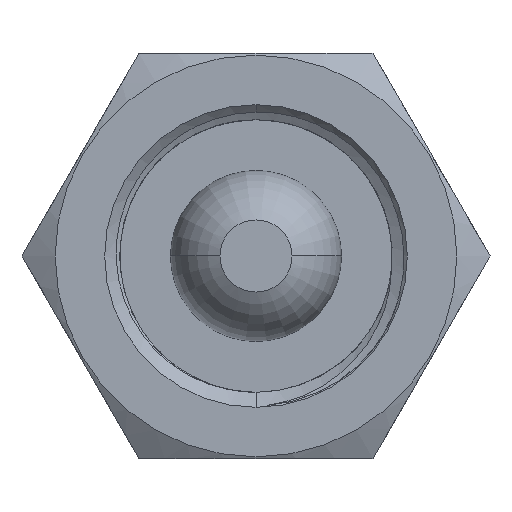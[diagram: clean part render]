
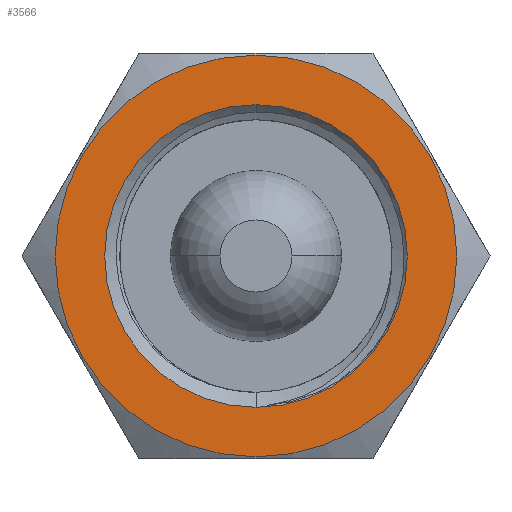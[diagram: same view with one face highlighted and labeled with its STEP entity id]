
A CAD part, front view. The second image highlights one B-rep face of the part: STEP entity #3566.
In plain terms, the highlighted face is planar.
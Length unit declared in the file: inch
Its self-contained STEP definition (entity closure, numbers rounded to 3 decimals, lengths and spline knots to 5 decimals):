
#72 = DIRECTION ( 'NONE',  ( 0., 0., -1. ) ) ;
#248 = DIRECTION ( 'NONE',  ( 0., 0., -1. ) ) ;
#417 = CARTESIAN_POINT ( 'NONE',  ( 0., 0., 0.5575 ) ) ;
#607 = DIRECTION ( 'NONE',  ( 0., 0., -1. ) ) ;
#880 = FACE_OUTER_BOUND ( 'NONE', #3926, .T. ) ;
#1051 = CARTESIAN_POINT ( 'NONE',  ( 0., 0., 0.42 ) ) ;
#1511 = EDGE_LOOP ( 'NONE', ( #11630, #10095 ) ) ;
#2022 = AXIS2_PLACEMENT_3D ( 'NONE', #4224, #6008, #607 ) ;
#2782 = AXIS2_PLACEMENT_3D ( 'NONE', #4493, #4414, #11602 ) ;
#3253 = CIRCLE ( 'NONE', #2782, 0.42 ) ;
#3534 = DIRECTION ( 'NONE',  ( 1., 0., 0. ) ) ;
#3566 = ADVANCED_FACE ( 'NONE', ( #880, #8416 ), #8716, .T. ) ;
#3723 = CIRCLE ( 'NONE', #2022, 0.5575 ) ;
#3926 = EDGE_LOOP ( 'NONE', ( #11533, #9704 ) ) ;
#4181 = VERTEX_POINT ( 'NONE', #10478 ) ;
#4224 = CARTESIAN_POINT ( 'NONE',  ( 0., 0., 0. ) ) ;
#4257 = EDGE_CURVE ( 'NONE', #8839, #5460, #3723, .T. ) ;
#4414 = DIRECTION ( 'NONE',  ( 1., 0., 0. ) ) ;
#4493 = CARTESIAN_POINT ( 'NONE',  ( 0., 0., 0. ) ) ;
#4915 = DIRECTION ( 'NONE',  ( 1., 0., 0. ) ) ;
#5460 = VERTEX_POINT ( 'NONE', #417 ) ;
#5678 = EDGE_CURVE ( 'NONE', #4181, #8442, #10781, .T. ) ;
#5727 = DIRECTION ( 'NONE',  ( 1., 0., 0. ) ) ;
#5794 = AXIS2_PLACEMENT_3D ( 'NONE', #11103, #5727, #248 ) ;
#6008 = DIRECTION ( 'NONE',  ( 1., 0., 0. ) ) ;
#6272 = CARTESIAN_POINT ( 'NONE',  ( 0., 0., 0. ) ) ;
#7794 = CIRCLE ( 'NONE', #10616, 0.5575 ) ;
#8131 = CARTESIAN_POINT ( 'NONE',  ( 0., 0., -0.5575 ) ) ;
#8416 = FACE_BOUND ( 'NONE', #1511, .T. ) ;
#8442 = VERTEX_POINT ( 'NONE', #1051 ) ;
#8716 = PLANE ( 'NONE',  #10631 ) ;
#8839 = VERTEX_POINT ( 'NONE', #8131 ) ;
#9578 = CARTESIAN_POINT ( 'NONE',  ( 0., 0.42, 0. ) ) ;
#9704 = ORIENTED_EDGE ( 'NONE', *, *, #4257, .T. ) ;
#10083 = EDGE_CURVE ( 'NONE', #8442, #4181, #3253, .T. ) ;
#10095 = ORIENTED_EDGE ( 'NONE', *, *, #10083, .F. ) ;
#10370 = DIRECTION ( 'NONE',  ( 0., 0., -1. ) ) ;
#10478 = CARTESIAN_POINT ( 'NONE',  ( 0., 0., -0.42 ) ) ;
#10616 = AXIS2_PLACEMENT_3D ( 'NONE', #6272, #3534, #72 ) ;
#10631 = AXIS2_PLACEMENT_3D ( 'NONE', #9578, #4915, #10370 ) ;
#10781 = CIRCLE ( 'NONE', #5794, 0.42 ) ;
#11103 = CARTESIAN_POINT ( 'NONE',  ( 0., 0., 0. ) ) ;
#11533 = ORIENTED_EDGE ( 'NONE', *, *, #11742, .T. ) ;
#11602 = DIRECTION ( 'NONE',  ( 0., 0., -1. ) ) ;
#11630 = ORIENTED_EDGE ( 'NONE', *, *, #5678, .F. ) ;
#11742 = EDGE_CURVE ( 'NONE', #5460, #8839, #7794, .T. ) ;
